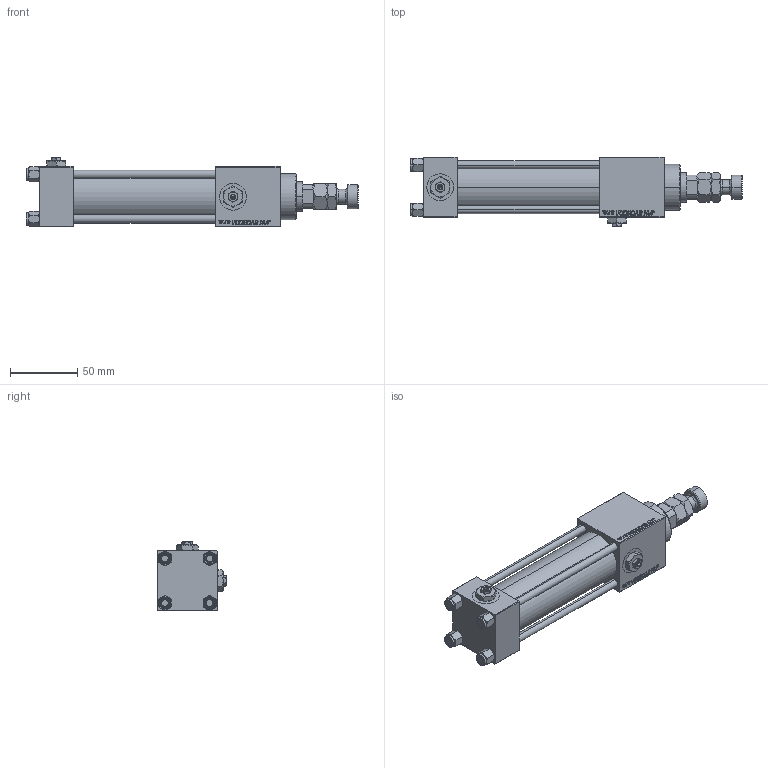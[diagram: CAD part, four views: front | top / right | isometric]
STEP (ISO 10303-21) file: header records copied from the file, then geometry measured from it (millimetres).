
FILE_DESCRIPTION (( 'STEP AP203' ), '1' );
FILE_NAME ('b2bb.STEP', '2022-04-14T12:40:32', ( '' ), ( '' ), 'SwSTEP 2.0', 'SolidWorks 2019', '' );
FILE_SCHEMA (( 'CONFIG_CONTROL_DESIGN' ));
Length unit declared in the file: millimetre
Products named in the file (8): V215CR_C_Body 002c4b0746c25527f9cd1c9f19d0238a; Zatka_pro_OIL_PORT 002c4b0746c25527f9cd1c9f19d0238a; V215CR_C_TYCINKA 002c4b0746c25527f9cd1c9f19d0238a; b2bb; NUT_M5_C 002c4b0746c25527f9cd1c9f19d0238a; V215_VC_A 002c4b0746c25527f9cd1c9f19d0238a; MFA 002c4b0746c25527f9cd1c9f19d0238a; V215CR_VCP_C 002c4b0746c25527f9cd1c9f19d0238a
Assembly tree (14 placements, depth 2):
  b2bb
    V215CR_C_Body 002c4b0746c25527f9cd1c9f19d0238a
    V215CR_VCP_C 002c4b0746c25527f9cd1c9f19d0238a
    NUT_M5_C 002c4b0746c25527f9cd1c9f19d0238a  x4
    V215CR_C_TYCINKA 002c4b0746c25527f9cd1c9f19d0238a  x4
    V215_VC_A 002c4b0746c25527f9cd1c9f19d0238a
    MFA 002c4b0746c25527f9cd1c9f19d0238a
    Zatka_pro_OIL_PORT 002c4b0746c25527f9cd1c9f19d0238a  x2
Bounding box: 247 x 52 x 52 mm (x, y, z)
Volume: 126686.8 mm3; surface area: 96517.1 mm2
Topology: 13 solids, 14 shells, 1306 faces, 3228 edges, 2071 vertices
Faces by surface type: plane 590, bspline 392, cone 206, cylinder 106, torus 12
Entity records: 54044 total; most frequent: CARTESIAN_POINT 28279, ORIENTED_EDGE 5756, DIRECTION 3784, EDGE_CURVE 2878, VERTEX_POINT 1871, LINE 1664, VECTOR 1664, EDGE_LOOP 1281
